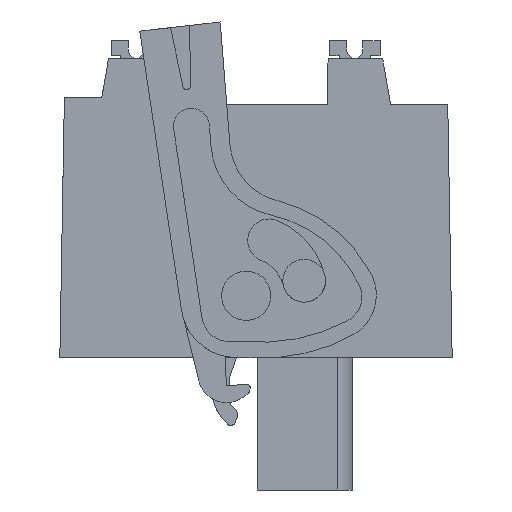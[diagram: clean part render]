
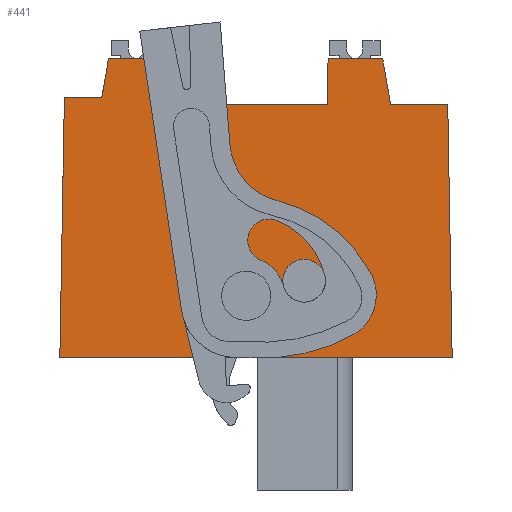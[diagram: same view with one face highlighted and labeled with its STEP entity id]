
A CAD part, left-side view. The second image highlights one B-rep face of the part: STEP entity #441.
In plain terms, the highlighted planar face has unit normal (-1, 0, 0).
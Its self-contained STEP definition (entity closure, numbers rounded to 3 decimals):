
#321=AXIS2_PLACEMENT_3D('Plane Axis2P3D',#318,#319,#320) ;
#407=AXIS2_PLACEMENT_3D('Circle Axis2P3D',#405,#406,$) ;
#416=AXIS2_PLACEMENT_3D('Circle Axis2P3D',#414,#415,$) ;
#425=AXIS2_PLACEMENT_3D('Circle Axis2P3D',#423,#424,$) ;
#434=AXIS2_PLACEMENT_3D('Circle Axis2P3D',#432,#433,$) ;
#40=CARTESIAN_POINT('Vertex',(4.85,21.679,27.192)) ;
#45=CARTESIAN_POINT('Line Origine',(4.85,19.954,27.192)) ;
#49=CARTESIAN_POINT('Vertex',(4.85,18.23,27.192)) ;
#275=CARTESIAN_POINT('Line Origine',(4.85,18.204,25.742)) ;
#279=CARTESIAN_POINT('Vertex',(4.85,18.179,24.292)) ;
#318=CARTESIAN_POINT('Axis2P3D Location',(4.85,0.,0.)) ;
#323=CARTESIAN_POINT('Line Origine',(4.85,21.89,25.967)) ;
#327=CARTESIAN_POINT('Vertex',(4.85,22.101,24.742)) ;
#330=CARTESIAN_POINT('Line Origine',(4.85,23.281,24.742)) ;
#334=CARTESIAN_POINT('Vertex',(4.85,24.461,24.742)) ;
#337=CARTESIAN_POINT('Line Origine',(4.85,24.604,16.546)) ;
#341=CARTESIAN_POINT('Vertex',(4.85,24.747,8.35)) ;
#344=CARTESIAN_POINT('Line Origine',(4.85,12.373,8.35)) ;
#348=CARTESIAN_POINT('Vertex',(4.85,0.,8.35)) ;
#351=CARTESIAN_POINT('Line Origine',(4.85,0.139,16.321)) ;
#355=CARTESIAN_POINT('Vertex',(4.85,0.278,24.292)) ;
#358=CARTESIAN_POINT('Line Origine',(4.85,2.079,24.292)) ;
#362=CARTESIAN_POINT('Vertex',(4.85,3.879,24.292)) ;
#365=CARTESIAN_POINT('Line Origine',(4.85,4.129,25.742)) ;
#369=CARTESIAN_POINT('Vertex',(4.85,4.379,27.192)) ;
#372=CARTESIAN_POINT('Line Origine',(4.85,6.104,27.192)) ;
#376=CARTESIAN_POINT('Vertex',(4.85,7.828,27.192)) ;
#379=CARTESIAN_POINT('Line Origine',(4.85,7.854,25.742)) ;
#383=CARTESIAN_POINT('Vertex',(4.85,7.879,24.292)) ;
#386=CARTESIAN_POINT('Line Origine',(4.85,13.029,24.292)) ;
#405=CARTESIAN_POINT('Axis2P3D Location',(4.85,12.991,12.252)) ;
#409=CARTESIAN_POINT('Vertex',(4.85,12.991,13.802)) ;
#411=CARTESIAN_POINT('Vertex',(4.85,12.991,10.702)) ;
#414=CARTESIAN_POINT('Axis2P3D Location',(4.85,12.991,12.252)) ;
#423=CARTESIAN_POINT('Axis2P3D Location',(4.85,9.331,13.202)) ;
#427=CARTESIAN_POINT('Vertex',(4.85,9.331,14.552)) ;
#429=CARTESIAN_POINT('Vertex',(4.85,9.331,11.852)) ;
#432=CARTESIAN_POINT('Axis2P3D Location',(4.85,9.331,13.202)) ;
#46=DIRECTION('Vector Direction',(0.,-1.,0.)) ;
#276=DIRECTION('Vector Direction',(0.,-0.017,-1.)) ;
#319=DIRECTION('Axis2P3D Direction',(-1.,0.,0.)) ;
#320=DIRECTION('Axis2P3D XDirection',(0.,0.,1.)) ;
#324=DIRECTION('Vector Direction',(0.,-0.17,0.985)) ;
#331=DIRECTION('Vector Direction',(0.,-1.,0.)) ;
#338=DIRECTION('Vector Direction',(0.,0.017,-1.)) ;
#345=DIRECTION('Vector Direction',(0.,-1.,0.)) ;
#352=DIRECTION('Vector Direction',(0.,0.017,1.)) ;
#359=DIRECTION('Vector Direction',(0.,-1.,0.)) ;
#366=DIRECTION('Vector Direction',(0.,-0.17,-0.985)) ;
#373=DIRECTION('Vector Direction',(0.,-1.,0.)) ;
#380=DIRECTION('Vector Direction',(0.,-0.017,1.)) ;
#387=DIRECTION('Vector Direction',(0.,-1.,0.)) ;
#406=DIRECTION('Axis2P3D Direction',(-1.,0.,0.)) ;
#415=DIRECTION('Axis2P3D Direction',(-1.,0.,0.)) ;
#424=DIRECTION('Axis2P3D Direction',(-1.,0.,0.)) ;
#433=DIRECTION('Axis2P3D Direction',(-1.,0.,0.)) ;
#47=VECTOR('Line Direction',#46,1.) ;
#277=VECTOR('Line Direction',#276,1.) ;
#325=VECTOR('Line Direction',#324,1.) ;
#332=VECTOR('Line Direction',#331,1.) ;
#339=VECTOR('Line Direction',#338,1.) ;
#346=VECTOR('Line Direction',#345,1.) ;
#353=VECTOR('Line Direction',#352,1.) ;
#360=VECTOR('Line Direction',#359,1.) ;
#367=VECTOR('Line Direction',#366,1.) ;
#374=VECTOR('Line Direction',#373,1.) ;
#381=VECTOR('Line Direction',#380,1.) ;
#388=VECTOR('Line Direction',#387,1.) ;
#392=ORIENTED_EDGE('',*,*,#281,.T.) ;
#393=ORIENTED_EDGE('',*,*,#51,.T.) ;
#394=ORIENTED_EDGE('',*,*,#329,.T.) ;
#395=ORIENTED_EDGE('',*,*,#336,.T.) ;
#396=ORIENTED_EDGE('',*,*,#343,.T.) ;
#397=ORIENTED_EDGE('',*,*,#350,.T.) ;
#398=ORIENTED_EDGE('',*,*,#357,.T.) ;
#399=ORIENTED_EDGE('',*,*,#364,.T.) ;
#400=ORIENTED_EDGE('',*,*,#371,.T.) ;
#401=ORIENTED_EDGE('',*,*,#378,.T.) ;
#402=ORIENTED_EDGE('',*,*,#385,.T.) ;
#403=ORIENTED_EDGE('',*,*,#390,.T.) ;
#420=ORIENTED_EDGE('',*,*,#413,.F.) ;
#421=ORIENTED_EDGE('',*,*,#418,.F.) ;
#438=ORIENTED_EDGE('',*,*,#431,.F.) ;
#439=ORIENTED_EDGE('',*,*,#436,.F.) ;
#422=FACE_BOUND('',#419,.T.) ;
#440=FACE_BOUND('',#437,.T.) ;
#441=ADVANCED_FACE('HOUSING',(#404,#422,#440),#322,.T.) ;
#408=CIRCLE('generated circle',#407,1.55) ;
#417=CIRCLE('generated circle',#416,1.55) ;
#426=CIRCLE('generated circle',#425,1.35) ;
#435=CIRCLE('generated circle',#434,1.35) ;
#51=EDGE_CURVE('',#50,#41,#48,.F.) ;
#281=EDGE_CURVE('',#280,#50,#278,.F.) ;
#329=EDGE_CURVE('',#41,#328,#326,.F.) ;
#336=EDGE_CURVE('',#328,#335,#333,.F.) ;
#343=EDGE_CURVE('',#335,#342,#340,.T.) ;
#350=EDGE_CURVE('',#342,#349,#347,.T.) ;
#357=EDGE_CURVE('',#349,#356,#354,.T.) ;
#364=EDGE_CURVE('',#356,#363,#361,.F.) ;
#371=EDGE_CURVE('',#363,#370,#368,.F.) ;
#378=EDGE_CURVE('',#370,#377,#375,.F.) ;
#385=EDGE_CURVE('',#377,#384,#382,.F.) ;
#390=EDGE_CURVE('',#384,#280,#389,.F.) ;
#413=EDGE_CURVE('',#410,#412,#408,.T.) ;
#418=EDGE_CURVE('',#412,#410,#417,.T.) ;
#431=EDGE_CURVE('',#428,#430,#426,.T.) ;
#436=EDGE_CURVE('',#430,#428,#435,.T.) ;
#391=EDGE_LOOP('',(#392,#393,#394,#395,#396,#397,#398,#399,#400,#401,#402,#403)) ;
#419=EDGE_LOOP('',(#420,#421)) ;
#437=EDGE_LOOP('',(#438,#439)) ;
#404=FACE_OUTER_BOUND('',#391,.T.) ;
#48=LINE('Line',#45,#47) ;
#278=LINE('Line',#275,#277) ;
#326=LINE('Line',#323,#325) ;
#333=LINE('Line',#330,#332) ;
#340=LINE('Line',#337,#339) ;
#347=LINE('Line',#344,#346) ;
#354=LINE('Line',#351,#353) ;
#361=LINE('Line',#358,#360) ;
#368=LINE('Line',#365,#367) ;
#375=LINE('Line',#372,#374) ;
#382=LINE('Line',#379,#381) ;
#389=LINE('Line',#386,#388) ;
#322=PLANE('',#321) ;
#41=VERTEX_POINT('',#40) ;
#50=VERTEX_POINT('',#49) ;
#280=VERTEX_POINT('',#279) ;
#328=VERTEX_POINT('',#327) ;
#335=VERTEX_POINT('',#334) ;
#342=VERTEX_POINT('',#341) ;
#349=VERTEX_POINT('',#348) ;
#356=VERTEX_POINT('',#355) ;
#363=VERTEX_POINT('',#362) ;
#370=VERTEX_POINT('',#369) ;
#377=VERTEX_POINT('',#376) ;
#384=VERTEX_POINT('',#383) ;
#410=VERTEX_POINT('',#409) ;
#412=VERTEX_POINT('',#411) ;
#428=VERTEX_POINT('',#427) ;
#430=VERTEX_POINT('',#429) ;
